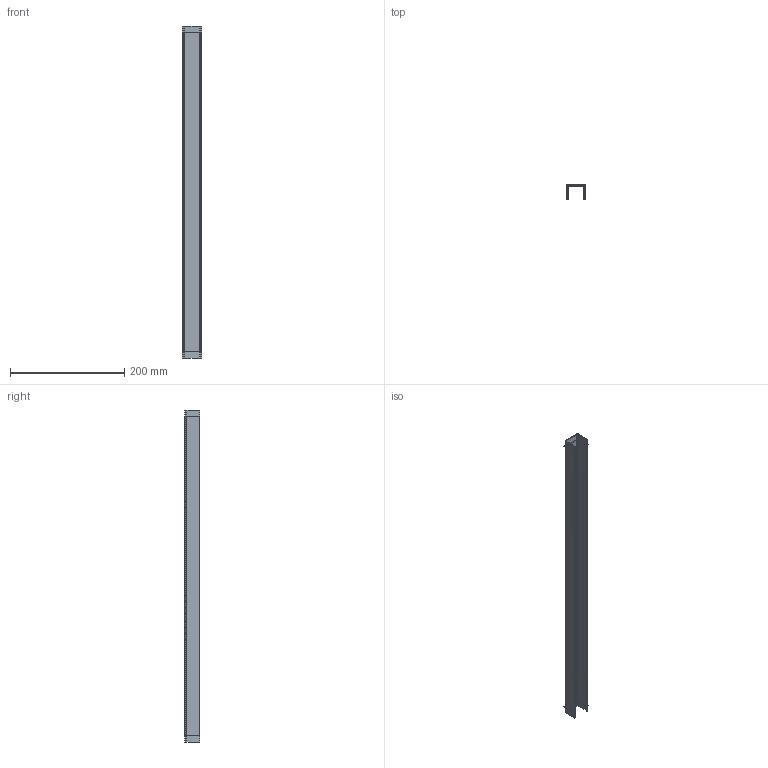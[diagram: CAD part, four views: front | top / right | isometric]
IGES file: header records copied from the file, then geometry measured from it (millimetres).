
Start section:  PTC IGES file: 191535.igs
Global section: file name: 191535.igs; native system: Creo Parametric by Parametric Technology Corporation; preprocessor: 2013230; author: pdmadmin; organization: Unknown; date: 20151117.130243; units: millimetre
Bounding box: 33.35 x 26.43 x 580.36 mm (x, y, z)
Volume: 77037.6 mm3; surface area: 424281.5 mm2
Topology: 3 solids, 3 shells, 68 faces, 280 edges, 328 vertices
Faces by surface type: bspline 60, revolution 8
